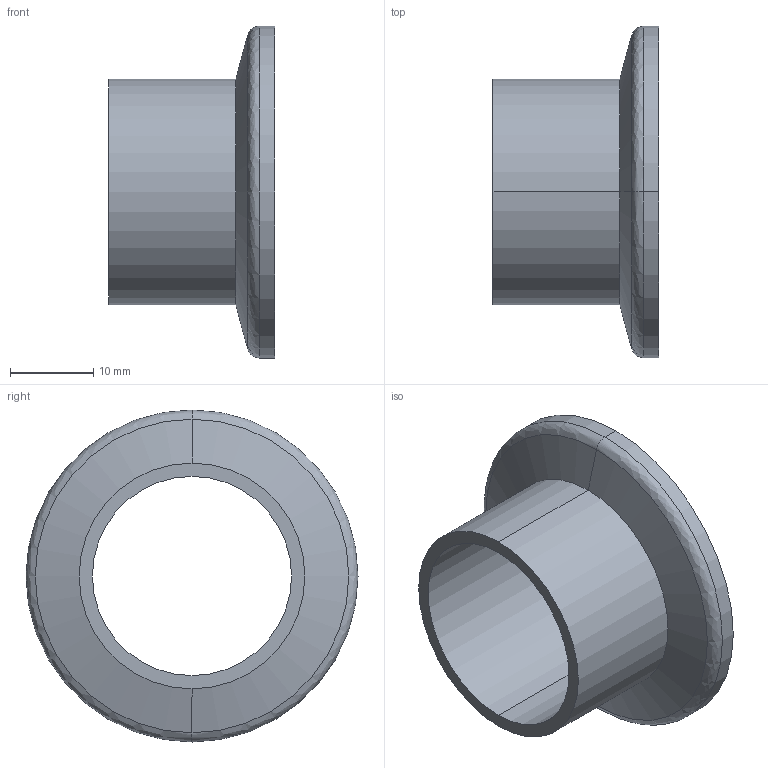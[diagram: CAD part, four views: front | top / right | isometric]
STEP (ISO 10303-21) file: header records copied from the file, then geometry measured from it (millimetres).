
FILE_DESCRIPTION( (''), '2;1');
FILE_NAME ('CAD714.3628.VP3025_22655.stp','2016-04-01T16:11:06',(''),(''),'spGate 11.3.9','spGate','');
FILE_SCHEMA (('AUTOMOTIVE_DESIGN'));
Length unit declared in the file: millimetre
Bounding box: 20 x 40 x 40 mm (x, y, z)
Volume: 4897.3 mm3; surface area: 4798.5 mm2
Topology: 1 solids, 1 shells, 15 faces, 30 edges, 18 vertices
Faces by surface type: cylinder 8, bspline 4, plane 3
Entity records: 713 total; most frequent: CARTESIAN_POINT 143, ORIENTED_EDGE 60, DIRECTION 58, COLOUR_RGB 46, PRESENTATION_STYLE_ASSIGNMENT 46, STYLED_ITEM 46, EDGE_CURVE 30, DRAUGHTING_PRE_DEFINED_CURVE_FONT 30
